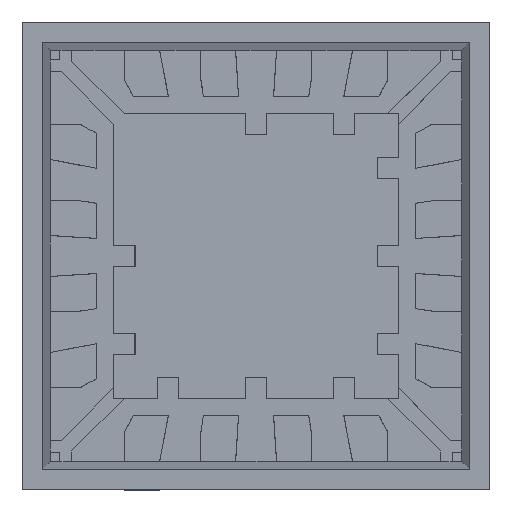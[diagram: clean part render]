
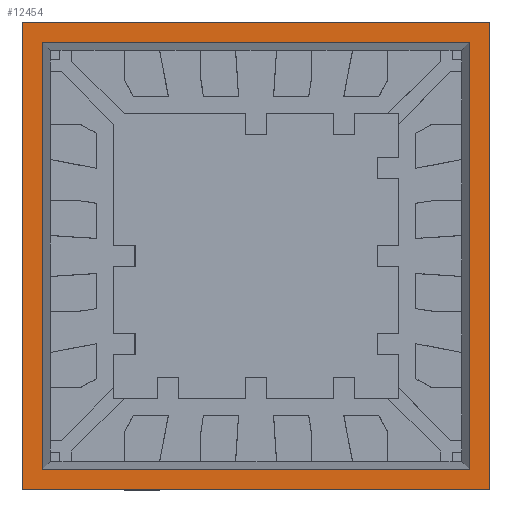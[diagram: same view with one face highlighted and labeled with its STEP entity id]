
A CAD part, top view. The second image highlights one B-rep face of the part: STEP entity #12454.
In plain terms, the highlighted planar face has unit normal (0, 0, 1).
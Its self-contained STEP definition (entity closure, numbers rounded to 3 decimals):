
#93 = LINE ( 'NONE', #11531, #96 ) ;
#96 = VECTOR ( 'NONE', #11532, 1000. ) ;
#321 = LINE ( 'NONE', #11759, #324 ) ;
#324 = VECTOR ( 'NONE', #11760, 1000. ) ;
#772 = CARTESIAN_POINT ( 'NONE',  ( 0., 0., 0.835 ) ) ;
#801 = CARTESIAN_POINT ( 'NONE',  ( 0., 4., 0.835 ) ) ;
#802 = DIRECTION ( 'NONE',  ( -1., 0., 0. ) ) ;
#810 = DIRECTION ( 'NONE',  ( 1., 0., 0. ) ) ;
#997 = CARTESIAN_POINT ( 'NONE',  ( 4., 0., 0.835 ) ) ;
#998 = DIRECTION ( 'NONE',  ( 0., 1., 0. ) ) ;
#1035 = CARTESIAN_POINT ( 'NONE',  ( 3.826, 3.826, 0.835 ) ) ;
#1036 = DIRECTION ( 'NONE',  ( 0., 1., 0. ) ) ;
#3679 = DIRECTION ( 'NONE',  ( 0., 0., -1. ) ) ;
#3683 = CARTESIAN_POINT ( 'NONE',  ( 0., 4., 0.835 ) ) ;
#3685 = PLANE ( 'NONE',  #12047 ) ;
#3687 = DIRECTION ( 'NONE',  ( -1., 0., 0. ) ) ;
#4457 = CARTESIAN_POINT ( 'NONE',  ( 4., 4., 0.835 ) ) ;
#4561 = CARTESIAN_POINT ( 'NONE',  ( 3.826, 0.174, 0.835 ) ) ;
#4562 = CARTESIAN_POINT ( 'NONE',  ( 0.174, 3.826, 0.835 ) ) ;
#4563 = CARTESIAN_POINT ( 'NONE',  ( 3.826, 3.826, 0.835 ) ) ;
#4644 = CARTESIAN_POINT ( 'NONE',  ( 0., 4., 0.835 ) ) ;
#5907 = CARTESIAN_POINT ( 'NONE',  ( 4., 0., 0.835 ) ) ;
#5946 = CARTESIAN_POINT ( 'NONE',  ( 0., 0., 0.835 ) ) ;
#6591 = EDGE_LOOP ( 'NONE', ( #17310, #17309, #17308, #17307 ) ) ;
#6694 = EDGE_LOOP ( 'NONE', ( #17314, #17313, #17312, #17311 ) ) ;
#7520 = VERTEX_POINT ( 'NONE', #5907 ) ;
#7559 = VERTEX_POINT ( 'NONE', #5946 ) ;
#9987 = FACE_BOUND ( 'NONE', #6694, .T. ) ;
#9989 = FACE_OUTER_BOUND ( 'NONE', #6591, .T. ) ;
#11531 = CARTESIAN_POINT ( 'NONE',  ( 0.174, 3.826, 0.835 ) ) ;
#11532 = DIRECTION ( 'NONE',  ( 0., -1., 0. ) ) ;
#11759 = CARTESIAN_POINT ( 'NONE',  ( 0.174, 0.174, 0.835 ) ) ;
#11760 = DIRECTION ( 'NONE',  ( 1., 0., 0. ) ) ;
#12047 = AXIS2_PLACEMENT_3D ( 'NONE', #3683, #3679, #3687 ) ;
#12454 = ADVANCED_FACE ( 'NONE', ( #9987, #9989 ), #3685, .F. ) ;
#13472 = VERTEX_POINT ( 'NONE', #19994 ) ;
#14646 = LINE ( 'NONE', #16143, #14657 ) ;
#14657 = VECTOR ( 'NONE', #16154, 1000. ) ;
#15129 = LINE ( 'NONE', #16753, #15134 ) ;
#15134 = VECTOR ( 'NONE', #16765, 1000. ) ;
#15315 = EDGE_CURVE ( 'NONE', #19037, #7559, #14646, .T. ) ;
#15641 = EDGE_CURVE ( 'NONE', #18956, #18955, #15129, .T. ) ;
#15786 = EDGE_CURVE ( 'NONE', #18812, #19037, #20354, .T. ) ;
#16143 = CARTESIAN_POINT ( 'NONE',  ( 0., 0., 0.835 ) ) ;
#16154 = DIRECTION ( 'NONE',  ( 0., -1., 0. ) ) ;
#16683 = EDGE_CURVE ( 'NONE', #7559, #7520, #20330, .T. ) ;
#16753 = CARTESIAN_POINT ( 'NONE',  ( 0.174, 3.826, 0.835 ) ) ;
#16765 = DIRECTION ( 'NONE',  ( -1., 0., 0. ) ) ;
#16830 = EDGE_CURVE ( 'NONE', #7520, #18812, #20550, .T. ) ;
#16849 = EDGE_CURVE ( 'NONE', #18954, #18956, #20588, .T. ) ;
#17307 = ORIENTED_EDGE ( 'NONE', *, *, #15786, .T. ) ;
#17308 = ORIENTED_EDGE ( 'NONE', *, *, #16830, .T. ) ;
#17309 = ORIENTED_EDGE ( 'NONE', *, *, #16683, .T. ) ;
#17310 = ORIENTED_EDGE ( 'NONE', *, *, #15315, .T. ) ;
#17311 = ORIENTED_EDGE ( 'NONE', *, *, #16849, .F. ) ;
#17312 = ORIENTED_EDGE ( 'NONE', *, *, #15641, .F. ) ;
#17313 = ORIENTED_EDGE ( 'NONE', *, *, #18409, .F. ) ;
#17314 = ORIENTED_EDGE ( 'NONE', *, *, #18527, .F. ) ;
#18409 = EDGE_CURVE ( 'NONE', #18955, #13472, #93, .T. ) ;
#18527 = EDGE_CURVE ( 'NONE', #13472, #18954, #321, .T. ) ;
#18812 = VERTEX_POINT ( 'NONE', #4457 ) ;
#18954 = VERTEX_POINT ( 'NONE', #4561 ) ;
#18955 = VERTEX_POINT ( 'NONE', #4562 ) ;
#18956 = VERTEX_POINT ( 'NONE', #4563 ) ;
#19037 = VERTEX_POINT ( 'NONE', #4644 ) ;
#19994 = CARTESIAN_POINT ( 'NONE',  ( 0.174, 0.174, 0.835 ) ) ;
#20330 = LINE ( 'NONE', #772, #20365 ) ;
#20354 = LINE ( 'NONE', #801, #20357 ) ;
#20357 = VECTOR ( 'NONE', #802, 1000. ) ;
#20365 = VECTOR ( 'NONE', #810, 1000. ) ;
#20550 = LINE ( 'NONE', #997, #20553 ) ;
#20553 = VECTOR ( 'NONE', #998, 1000. ) ;
#20588 = LINE ( 'NONE', #1035, #20591 ) ;
#20591 = VECTOR ( 'NONE', #1036, 1000. ) ;
